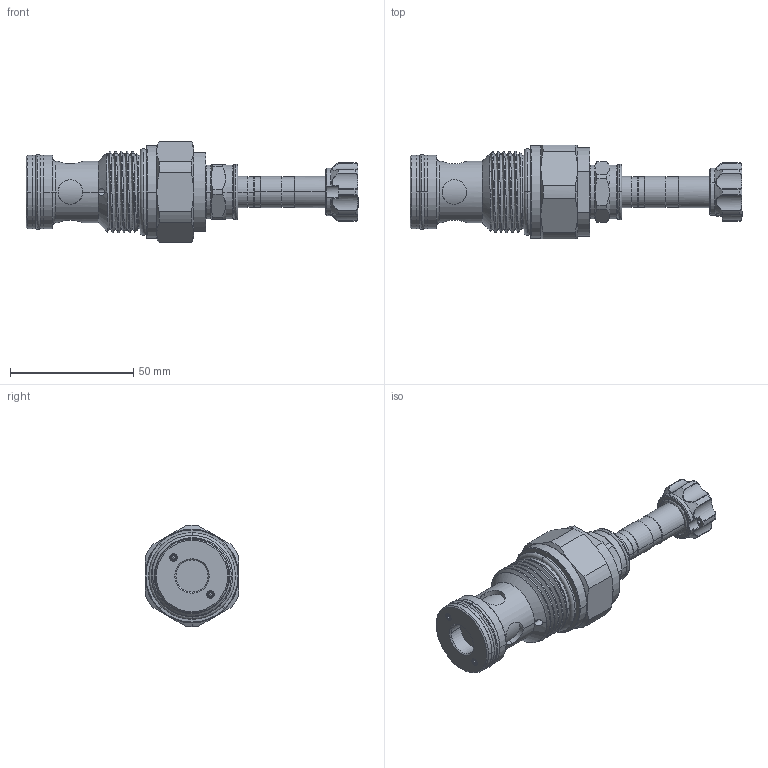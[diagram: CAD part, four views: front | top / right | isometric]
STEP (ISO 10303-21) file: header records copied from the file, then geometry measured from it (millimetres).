
FILE_DESCRIPTION (( 'STEP AP203' ), '1' );
FILE_NAME ('EP21E2A32N95.STEP', '2021-03-11T07:05:58', ( '' ), ( '' ), 'SwSTEP 2.0', 'SolidWorks 2018', '' );
FILE_SCHEMA (( 'CONFIG_CONTROL_DESIGN' ));
Length unit declared in the file: millimetre
Products named in the file (1): EP21E2A32N95
Bounding box: 134.75 x 38 x 41.1 mm (x, y, z)
Volume: 71853.9 mm3; surface area: 18419.2 mm2
Topology: 7 solids, 7 shells, 403 faces, 999 edges, 612 vertices
Faces by surface type: cylinder 163, cone 81, plane 65, torus 51, bspline 39, sphere 4
Entity records: 18206 total; most frequent: CARTESIAN_POINT 8988, ORIENTED_EDGE 1966, DIRECTION 1893, EDGE_CURVE 983, AXIS2_PLACEMENT_3D 794, VERTEX_POINT 606, CIRCLE 429, EDGE_LOOP 425
